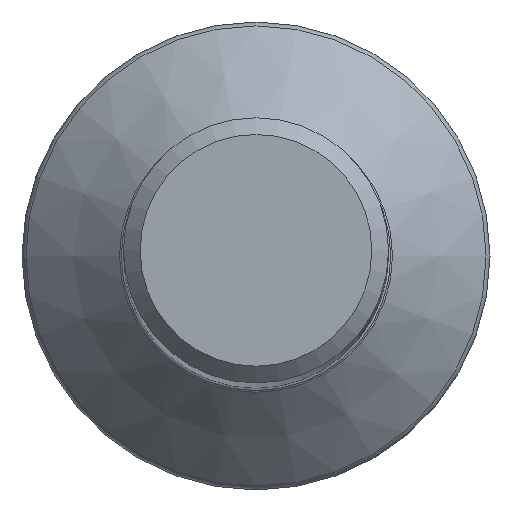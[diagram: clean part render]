
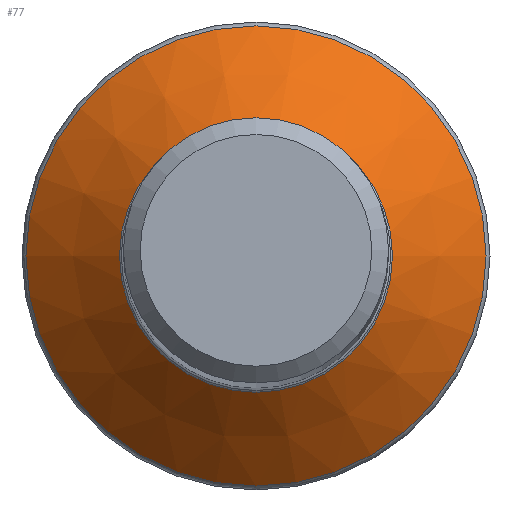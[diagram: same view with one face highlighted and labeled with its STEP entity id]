
A CAD part, top view. The second image highlights one B-rep face of the part: STEP entity #77.
In plain terms, the highlighted conical face has half-angle 45 degrees and reference radius 8.172 mm.
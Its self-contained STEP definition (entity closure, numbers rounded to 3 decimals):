
#77=ADVANCED_FACE('',(#103,#104),#94,.T.);
#94=CONICAL_SURFACE('',#258,8.172,45.);
#103=FACE_BOUND('',#137,.T.);
#104=FACE_BOUND('',#138,.T.);
#137=EDGE_LOOP('',(#171));
#138=EDGE_LOOP('',(#172));
#171=ORIENTED_EDGE('',*,*,#222,.F.);
#172=ORIENTED_EDGE('',*,*,#221,.T.);
#203=VERTEX_POINT('',#355);
#204=VERTEX_POINT('',#358);
#221=EDGE_CURVE('',#203,#203,#238,.T.);
#222=EDGE_CURVE('',#204,#204,#239,.T.);
#238=CIRCLE('',#255,8.172);
#239=CIRCLE('',#257,13.776);
#255=AXIS2_PLACEMENT_3D('',#354,#290,#291);
#257=AXIS2_PLACEMENT_3D('',#357,#294,#295);
#258=AXIS2_PLACEMENT_3D('',#359,#296,#297);
#290=DIRECTION('',(0.,0.,-1.));
#291=DIRECTION('',(-1.,0.,0.));
#294=DIRECTION('',(0.,0.,-1.));
#295=DIRECTION('',(-1.,0.,0.));
#296=DIRECTION('',(0.,0.,-1.));
#297=DIRECTION('',(-1.,0.,0.));
#354=CARTESIAN_POINT('',(0.,0.,-139.802));
#355=CARTESIAN_POINT('',(-8.172,0.,-139.802));
#357=CARTESIAN_POINT('',(0.,0.,-145.405));
#358=CARTESIAN_POINT('',(-13.776,0.,-145.405));
#359=CARTESIAN_POINT('',(0.,0.,-139.802));
